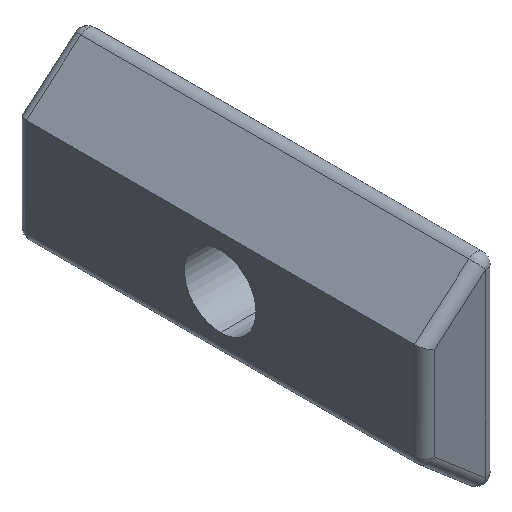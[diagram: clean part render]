
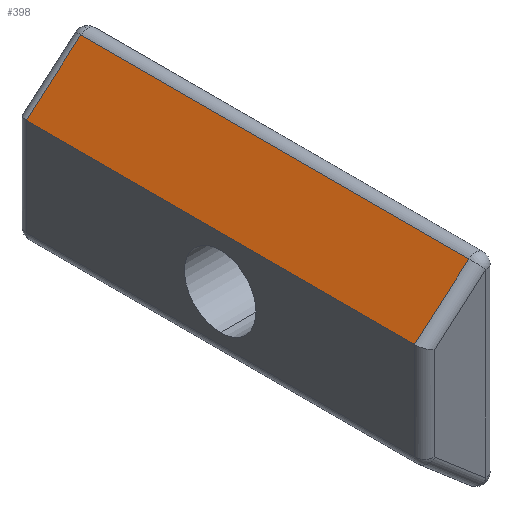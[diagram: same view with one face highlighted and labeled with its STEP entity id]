
A CAD part, isometric view. The second image highlights one B-rep face of the part: STEP entity #398.
In plain terms, the highlighted planar face has unit normal (-0.651, 0, 0.759).
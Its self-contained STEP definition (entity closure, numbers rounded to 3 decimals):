
#10 = CARTESIAN_POINT ( 'NONE',  ( 2.675, 0.5, 2.293 ) ) ;
#19 = ORIENTED_EDGE ( 'NONE', *, *, #558, .T. ) ;
#62 = FACE_OUTER_BOUND ( 'NONE', #324, .T. ) ;
#99 = CARTESIAN_POINT ( 'NONE',  ( 2.675, 19.5, 2.293 ) ) ;
#116 = AXIS2_PLACEMENT_3D ( 'NONE', #514, #237, #637 ) ;
#118 = DIRECTION ( 'NONE',  ( 0., -1., 0. ) ) ;
#127 = VECTOR ( 'NONE', #118, 1000. ) ;
#132 = ORIENTED_EDGE ( 'NONE', *, *, #219, .T. ) ;
#155 = CARTESIAN_POINT ( 'NONE',  ( 2.675, 20., 2.293 ) ) ;
#158 = DIRECTION ( 'NONE',  ( 0., 1., 0. ) ) ;
#175 = CARTESIAN_POINT ( 'NONE',  ( 0., 0.5, 0. ) ) ;
#205 = VERTEX_POINT ( 'NONE', #175 ) ;
#215 = LINE ( 'NONE', #568, #660 ) ;
#219 = EDGE_CURVE ( 'NONE', #205, #451, #215, .T. ) ;
#228 = CARTESIAN_POINT ( 'NONE',  ( 0., 20., 0. ) ) ;
#237 = DIRECTION ( 'NONE',  ( 0.651, 0., -0.759 ) ) ;
#250 = EDGE_CURVE ( 'NONE', #607, #205, #670, .T. ) ;
#255 = VECTOR ( 'NONE', #409, 1000. ) ;
#321 = CARTESIAN_POINT ( 'NONE',  ( 0., 19.5, 0. ) ) ;
#324 = EDGE_LOOP ( 'NONE', ( #19, #549, #647, #132 ) ) ;
#346 = EDGE_CURVE ( 'NONE', #645, #607, #579, .T. ) ;
#398 = ADVANCED_FACE ( 'NONE', ( #62 ), #702, .F. ) ;
#409 = DIRECTION ( 'NONE',  ( -0.759, 0., -0.651 ) ) ;
#423 = LINE ( 'NONE', #155, #520 ) ;
#451 = VERTEX_POINT ( 'NONE', #10 ) ;
#514 = CARTESIAN_POINT ( 'NONE',  ( 3.5, 20., 3. ) ) ;
#520 = VECTOR ( 'NONE', #158, 1000. ) ;
#549 = ORIENTED_EDGE ( 'NONE', *, *, #346, .T. ) ;
#558 = EDGE_CURVE ( 'NONE', #451, #645, #423, .T. ) ;
#568 = CARTESIAN_POINT ( 'NONE',  ( 3.5, 0.5, 3. ) ) ;
#579 = LINE ( 'NONE', #688, #255 ) ;
#607 = VERTEX_POINT ( 'NONE', #321 ) ;
#637 = DIRECTION ( 'NONE',  ( -0.759, 0., -0.651 ) ) ;
#645 = VERTEX_POINT ( 'NONE', #99 ) ;
#647 = ORIENTED_EDGE ( 'NONE', *, *, #250, .T. ) ;
#660 = VECTOR ( 'NONE', #738, 1000. ) ;
#670 = LINE ( 'NONE', #228, #127 ) ;
#688 = CARTESIAN_POINT ( 'NONE',  ( 3.5, 19.5, 3. ) ) ;
#702 = PLANE ( 'NONE',  #116 ) ;
#738 = DIRECTION ( 'NONE',  ( 0.759, 0., 0.651 ) ) ;
